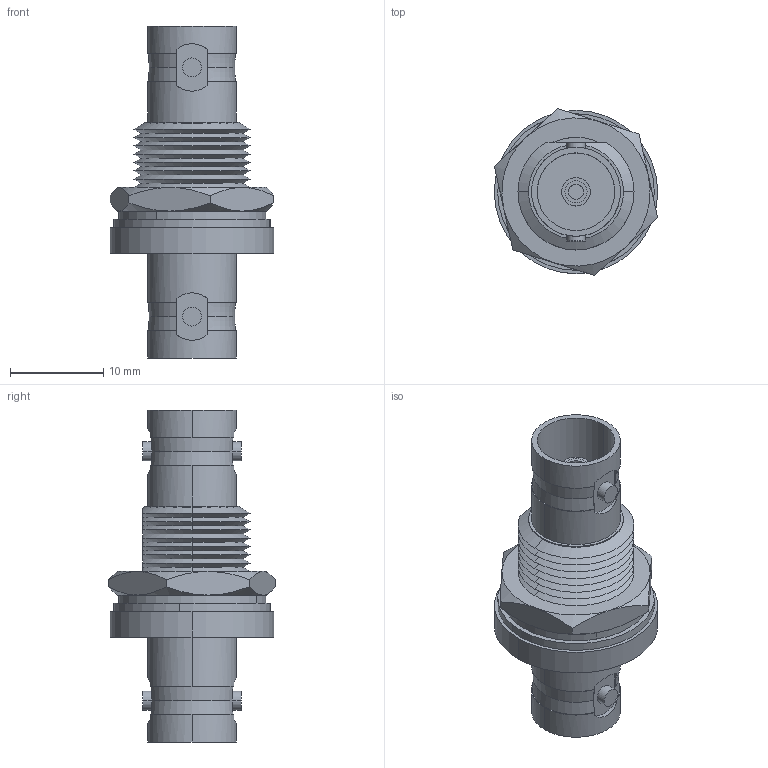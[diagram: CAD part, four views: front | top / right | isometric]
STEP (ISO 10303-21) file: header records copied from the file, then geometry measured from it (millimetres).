
FILE_DESCRIPTION (( 'STEP AP203' ), '1' );
FILE_NAME ('BA036.STEP', '2006-06-30T20:20:11', ( ' ' ), ( ' ' ), 'SwSTEP 2.0', 'SolidWorks 2005354', '' );
FILE_SCHEMA (( 'CONFIG_CONTROL_DESIGN' ));
Length unit declared in the file: inch
Products named in the file (5): 3AA02-008; 3AA03-005; BA036; 3AA03-010
Assembly tree (4 placements, depth 2):
  BA036
    3AA03-005
    3AA03-010
    3AA02-008
    BA036
Bounding box: 17.48 x 17.9 x 35.53 mm (x, y, z)
Volume: 2707.5 mm3; surface area: 3735.9 mm2
Topology: 4 solids, 4 shells, 270 faces, 682 edges, 436 vertices
Faces by surface type: cylinder 97, plane 91, cone 70, torus 12
Entity records: 8994 total; most frequent: CARTESIAN_POINT 1873, DIRECTION 1435, ORIENTED_EDGE 1364, EDGE_CURVE 682, AXIS2_PLACEMENT_3D 562, VERTEX_POINT 436, VECTOR 311, LINE 311
